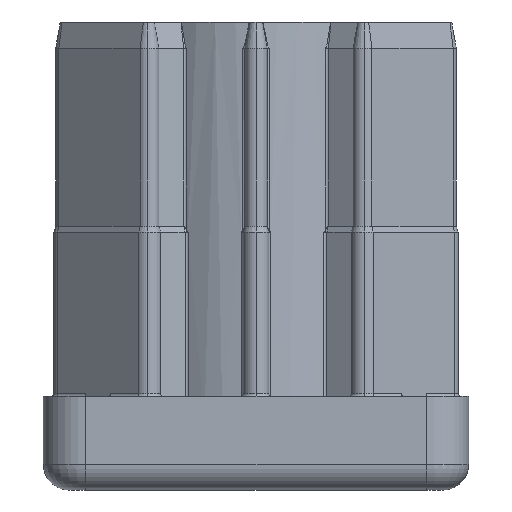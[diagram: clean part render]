
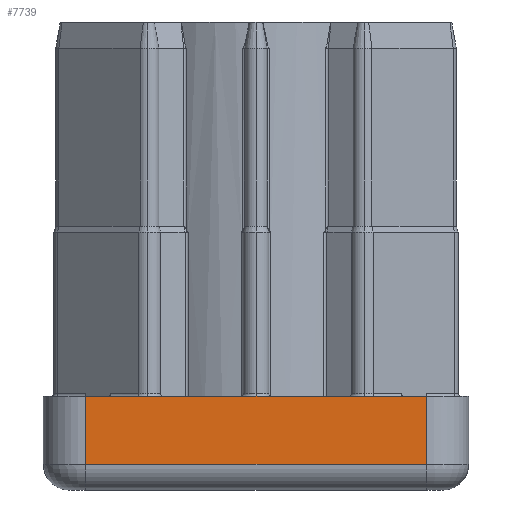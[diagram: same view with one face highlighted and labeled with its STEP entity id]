
A CAD part, left-side view. The second image highlights one B-rep face of the part: STEP entity #7739.
In plain terms, the highlighted planar face has unit normal (-1, 0, 0).
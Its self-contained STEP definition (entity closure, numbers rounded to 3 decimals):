
#480 = LINE ( 'NONE', #4465, #6817 ) ;
#1051 = CARTESIAN_POINT ( 'NONE',  ( -25., -25., 11. ) ) ;
#1687 = ORIENTED_EDGE ( 'NONE', *, *, #5236, .F. ) ;
#2104 = CARTESIAN_POINT ( 'NONE',  ( -25., 20., 11. ) ) ;
#2202 = VERTEX_POINT ( 'NONE', #10873 ) ;
#2636 = LINE ( 'NONE', #3343, #8909 ) ;
#3343 = CARTESIAN_POINT ( 'NONE',  ( -25., -20., 3. ) ) ;
#4465 = CARTESIAN_POINT ( 'NONE',  ( -25., 20., 11. ) ) ;
#4625 = DIRECTION ( 'NONE',  ( 0., -1., 0. ) ) ;
#4634 = CARTESIAN_POINT ( 'NONE',  ( -25., -20., 11. ) ) ;
#4680 = VERTEX_POINT ( 'NONE', #15197 ) ;
#4864 = DIRECTION ( 'NONE',  ( 1., 0., 0. ) ) ;
#5236 = EDGE_CURVE ( 'NONE', #14421, #14440, #6830, .T. ) ;
#5368 = CARTESIAN_POINT ( 'NONE',  ( -25., -25., 11. ) ) ;
#5946 = DIRECTION ( 'NONE',  ( 0., 0., 1. ) ) ;
#6817 = VECTOR ( 'NONE', #15287, 1000. ) ;
#6830 = LINE ( 'NONE', #5368, #13578 ) ;
#6831 = ORIENTED_EDGE ( 'NONE', *, *, #8313, .T. ) ;
#7739 = ADVANCED_FACE ( 'NONE', ( #9322 ), #12185, .F. ) ;
#8235 = EDGE_CURVE ( 'NONE', #14421, #4680, #480, .T. ) ;
#8313 = EDGE_CURVE ( 'NONE', #4680, #2202, #2636, .T. ) ;
#8909 = VECTOR ( 'NONE', #4625, 1000. ) ;
#9322 = FACE_OUTER_BOUND ( 'NONE', #9363, .T. ) ;
#9363 = EDGE_LOOP ( 'NONE', ( #9696, #6831, #14472, #1687 ) ) ;
#9696 = ORIENTED_EDGE ( 'NONE', *, *, #8235, .T. ) ;
#9929 = EDGE_CURVE ( 'NONE', #2202, #14440, #10106, .T. ) ;
#10106 = LINE ( 'NONE', #13178, #13243 ) ;
#10873 = CARTESIAN_POINT ( 'NONE',  ( -25., -20., 3. ) ) ;
#12185 = PLANE ( 'NONE',  #14500 ) ;
#13178 = CARTESIAN_POINT ( 'NONE',  ( -25., -20., 11. ) ) ;
#13243 = VECTOR ( 'NONE', #5946, 1000. ) ;
#13356 = DIRECTION ( 'NONE',  ( 0., 0., -1. ) ) ;
#13578 = VECTOR ( 'NONE', #13841, 1000. ) ;
#13841 = DIRECTION ( 'NONE',  ( 0., -1., 0. ) ) ;
#14421 = VERTEX_POINT ( 'NONE', #2104 ) ;
#14440 = VERTEX_POINT ( 'NONE', #4634 ) ;
#14472 = ORIENTED_EDGE ( 'NONE', *, *, #9929, .T. ) ;
#14500 = AXIS2_PLACEMENT_3D ( 'NONE', #1051, #4864, #13356 ) ;
#15197 = CARTESIAN_POINT ( 'NONE',  ( -25., 20., 3. ) ) ;
#15287 = DIRECTION ( 'NONE',  ( 0., 0., -1. ) ) ;
